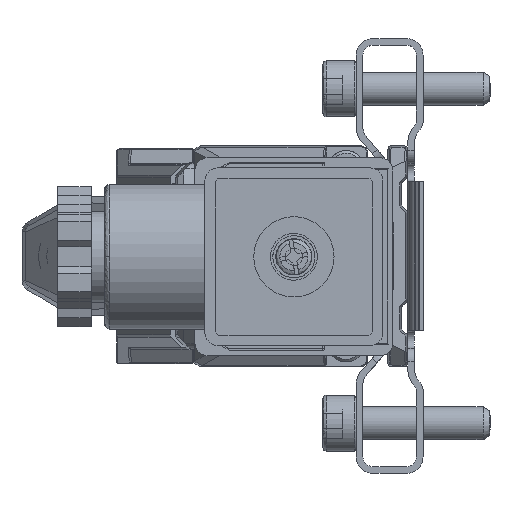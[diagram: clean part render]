
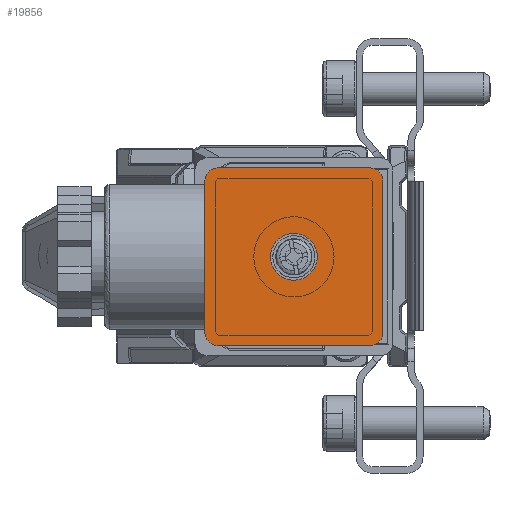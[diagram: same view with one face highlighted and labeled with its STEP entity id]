
A CAD part, left-side view. The second image highlights one B-rep face of the part: STEP entity #19856.
In plain terms, the highlighted planar face has unit normal (-1, 0, 0).
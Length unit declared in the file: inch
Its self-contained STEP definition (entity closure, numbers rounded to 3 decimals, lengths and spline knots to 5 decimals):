
#975 = DIRECTION ( 'NONE',  ( -1., 0., 0. ) ) ;
#1624 = DIRECTION ( 'NONE',  ( 0., 0., -1. ) ) ;
#1908 = DIRECTION ( 'NONE',  ( 0., -1., 0. ) ) ;
#2291 = FACE_BOUND ( 'NONE', #16159, .T. ) ;
#2884 = DIRECTION ( 'NONE',  ( 1., 0., 0. ) ) ;
#3241 = DIRECTION ( 'NONE',  ( 0., 1., 0. ) ) ;
#3847 = DIRECTION ( 'NONE',  ( 0., 0., 1. ) ) ;
#4493 = DIRECTION ( 'NONE',  ( 0., -1., 0. ) ) ;
#5649 = CARTESIAN_POINT ( 'NONE',  ( -6.74016, 1.11473, -1.09754 ) ) ;
#5791 = ORIENTED_EDGE ( 'NONE', *, *, #19935, .F. ) ;
#6084 = EDGE_CURVE ( 'NONE', #24371, #35832, #44825, .T. ) ;
#6436 = AXIS2_PLACEMENT_3D ( 'NONE', #9904, #2884, #42074 ) ;
#6814 = EDGE_LOOP ( 'NONE', ( #13396, #10168, #5791, #35001, #14333, #8772, #35950, #17673 ) ) ;
#7458 = CARTESIAN_POINT ( 'NONE',  ( -6.74016, 1.19347, -1.09754 ) ) ;
#7743 = DIRECTION ( 'NONE',  ( 0., 0., -1. ) ) ;
#8459 = CARTESIAN_POINT ( 'NONE',  ( -6.74016, 0.22496, -0.20777 ) ) ;
#8772 = ORIENTED_EDGE ( 'NONE', *, *, #14231, .F. ) ;
#9433 = CARTESIAN_POINT ( 'NONE',  ( -6.74016, 0.22496, -1.17628 ) ) ;
#9904 = CARTESIAN_POINT ( 'NONE',  ( -6.74016, 1.11473, -0.20777 ) ) ;
#10160 = CIRCLE ( 'NONE', #39959, 0.1378 ) ;
#10168 = ORIENTED_EDGE ( 'NONE', *, *, #6084, .F. ) ;
#11440 = DIRECTION ( 'NONE',  ( 0., -1., 0. ) ) ;
#11699 = VERTEX_POINT ( 'NONE', #7458 ) ;
#12350 = CARTESIAN_POINT ( 'NONE',  ( -6.74016, 0.14622, -1.17628 ) ) ;
#13396 = ORIENTED_EDGE ( 'NONE', *, *, #32537, .F. ) ;
#13428 = CARTESIAN_POINT ( 'NONE',  ( -6.74016, 1.19347, -1.17628 ) ) ;
#13661 = LINE ( 'NONE', #13428, #29710 ) ;
#13807 = VERTEX_POINT ( 'NONE', #20498 ) ;
#14231 = EDGE_CURVE ( 'NONE', #26225, #30996, #22843, .T. ) ;
#14333 = ORIENTED_EDGE ( 'NONE', *, *, #31350, .F. ) ;
#14508 = EDGE_CURVE ( 'NONE', #19323, #19323, #10160, .T. ) ;
#16159 = EDGE_LOOP ( 'NONE', ( #16493 ) ) ;
#16493 = ORIENTED_EDGE ( 'NONE', *, *, #14508, .F. ) ;
#17673 = ORIENTED_EDGE ( 'NONE', *, *, #21142, .F. ) ;
#17903 = VECTOR ( 'NONE', #3241, 39.37008 ) ;
#18896 = LINE ( 'NONE', #26125, #24625 ) ;
#19323 = VERTEX_POINT ( 'NONE', #33549 ) ;
#19856 = ADVANCED_FACE ( 'NONE', ( #20255, #2291 ), #23323, .F. ) ;
#19935 = EDGE_CURVE ( 'NONE', #43190, #24371, #33581, .T. ) ;
#20255 = FACE_OUTER_BOUND ( 'NONE', #6814, .T. ) ;
#20498 = CARTESIAN_POINT ( 'NONE',  ( -6.74016, 1.11473, -1.17628 ) ) ;
#21142 = EDGE_CURVE ( 'NONE', #13807, #11699, #27482, .T. ) ;
#22537 = DIRECTION ( 'NONE',  ( 0., -1., 0. ) ) ;
#22692 = DIRECTION ( 'NONE',  ( 1., 0., 0. ) ) ;
#22843 = CIRCLE ( 'NONE', #6436, 0.07874 ) ;
#23323 = PLANE ( 'NONE',  #45345 ) ;
#23688 = CARTESIAN_POINT ( 'NONE',  ( -6.74016, 0.14622, -0.20777 ) ) ;
#23784 = VECTOR ( 'NONE', #1624, 39.37008 ) ;
#23925 = EDGE_CURVE ( 'NONE', #11699, #26225, #13661, .T. ) ;
#24371 = VERTEX_POINT ( 'NONE', #45544 ) ;
#24625 = VECTOR ( 'NONE', #11440, 39.37008 ) ;
#25075 = EDGE_CURVE ( 'NONE', #36878, #43190, #29651, .T. ) ;
#26125 = CARTESIAN_POINT ( 'NONE',  ( -6.74016, 1.19347, -0.12903 ) ) ;
#26225 = VERTEX_POINT ( 'NONE', #28069 ) ;
#26816 = CARTESIAN_POINT ( 'NONE',  ( -6.74016, 1.19347, -1.17628 ) ) ;
#27045 = DIRECTION ( 'NONE',  ( 0., 0., 1. ) ) ;
#27317 = CARTESIAN_POINT ( 'NONE',  ( -6.74016, 1.11473, -0.12903 ) ) ;
#27482 = CIRCLE ( 'NONE', #33449, 0.07874 ) ;
#27523 = LINE ( 'NONE', #42658, #17903 ) ;
#28069 = CARTESIAN_POINT ( 'NONE',  ( -6.74016, 1.19347, -0.20777 ) ) ;
#29651 = CIRCLE ( 'NONE', #38575, 0.07874 ) ;
#29710 = VECTOR ( 'NONE', #3847, 39.37008 ) ;
#30172 = DIRECTION ( 'NONE',  ( 1., 0., 0. ) ) ;
#30996 = VERTEX_POINT ( 'NONE', #27317 ) ;
#31350 = EDGE_CURVE ( 'NONE', #30996, #36878, #18896, .T. ) ;
#32537 = EDGE_CURVE ( 'NONE', #35832, #13807, #27523, .T. ) ;
#33042 = CARTESIAN_POINT ( 'NONE',  ( -6.74016, 0.22496, -1.09754 ) ) ;
#33449 = AXIS2_PLACEMENT_3D ( 'NONE', #5649, #30172, #1908 ) ;
#33549 = CARTESIAN_POINT ( 'NONE',  ( -6.74016, 0.66984, -0.79045 ) ) ;
#33581 = LINE ( 'NONE', #12350, #23784 ) ;
#33815 = DIRECTION ( 'NONE',  ( 1., 0., 0. ) ) ;
#35001 = ORIENTED_EDGE ( 'NONE', *, *, #25075, .F. ) ;
#35832 = VERTEX_POINT ( 'NONE', #9433 ) ;
#35950 = ORIENTED_EDGE ( 'NONE', *, *, #23925, .F. ) ;
#36878 = VERTEX_POINT ( 'NONE', #46132 ) ;
#38134 = AXIS2_PLACEMENT_3D ( 'NONE', #33042, #43751, #22537 ) ;
#38575 = AXIS2_PLACEMENT_3D ( 'NONE', #8459, #22692, #4493 ) ;
#39701 = CARTESIAN_POINT ( 'NONE',  ( -6.74016, 0.66984, -0.65265 ) ) ;
#39959 = AXIS2_PLACEMENT_3D ( 'NONE', #39701, #975, #7743 ) ;
#42074 = DIRECTION ( 'NONE',  ( 0., -1., 0. ) ) ;
#42658 = CARTESIAN_POINT ( 'NONE',  ( -6.74016, 1.19347, -1.17628 ) ) ;
#43190 = VERTEX_POINT ( 'NONE', #23688 ) ;
#43751 = DIRECTION ( 'NONE',  ( 1., 0., 0. ) ) ;
#44825 = CIRCLE ( 'NONE', #38134, 0.07874 ) ;
#45345 = AXIS2_PLACEMENT_3D ( 'NONE', #26816, #33815, #27045 ) ;
#45544 = CARTESIAN_POINT ( 'NONE',  ( -6.74016, 0.14622, -1.09754 ) ) ;
#46132 = CARTESIAN_POINT ( 'NONE',  ( -6.74016, 0.22496, -0.12903 ) ) ;
